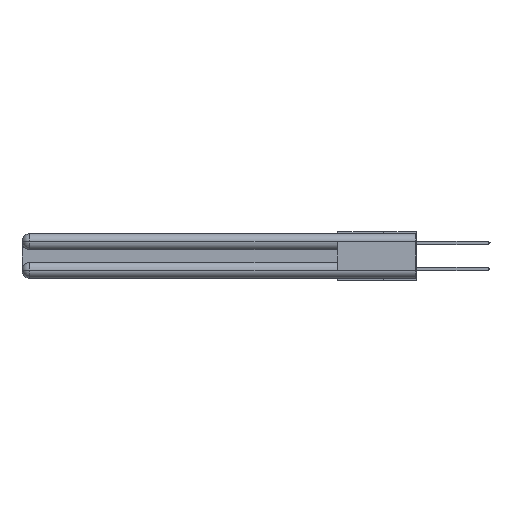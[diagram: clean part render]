
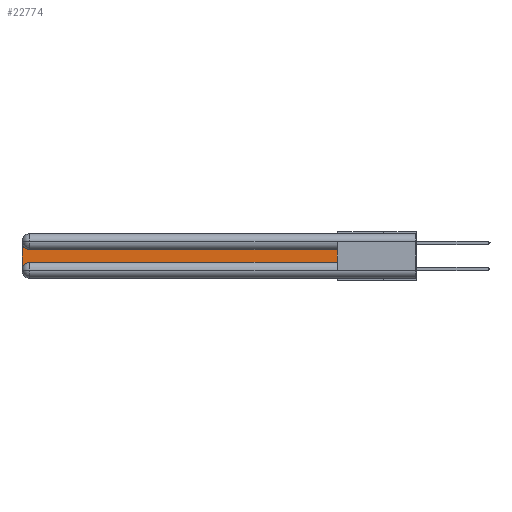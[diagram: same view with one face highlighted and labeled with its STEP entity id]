
A CAD part, left-side view. The second image highlights one B-rep face of the part: STEP entity #22774.
In plain terms, the highlighted planar face has unit normal (-1, 0, 0).
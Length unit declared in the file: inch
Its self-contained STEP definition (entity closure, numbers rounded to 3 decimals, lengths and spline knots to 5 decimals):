
#1033 = CARTESIAN_POINT ( 'NONE',  ( 0.075, 3., -0.1225 ) ) ;
#1630 = EDGE_CURVE ( 'NONE', #8920, #10575, #11962, .T. ) ;
#1666 = EDGE_CURVE ( 'NONE', #19810, #15155, #24694, .T. ) ;
#1797 = CARTESIAN_POINT ( 'NONE',  ( 0.075, 0.6, -0.2175 ) ) ;
#1884 = VECTOR ( 'NONE', #20892, 39.37008 ) ;
#2953 = DIRECTION ( 'NONE',  ( 0., 0., -1. ) ) ;
#2969 = CARTESIAN_POINT ( 'NONE',  ( 0.075, 3., -0.2775 ) ) ;
#3059 = CARTESIAN_POINT ( 'NONE',  ( 0.075, 2.94, -0.0625 ) ) ;
#3547 = VERTEX_POINT ( 'NONE', #16927 ) ;
#3991 = EDGE_LOOP ( 'NONE', ( #29695, #5193, #6002, #4117, #20209, #29348 ) ) ;
#4117 = ORIENTED_EDGE ( 'NONE', *, *, #14447, .T. ) ;
#4827 = VERTEX_POINT ( 'NONE', #8429 ) ;
#5193 = ORIENTED_EDGE ( 'NONE', *, *, #30008, .T. ) ;
#6002 = ORIENTED_EDGE ( 'NONE', *, *, #1630, .T. ) ;
#8347 = CARTESIAN_POINT ( 'NONE',  ( 0.075, 3., -0.2175 ) ) ;
#8429 = CARTESIAN_POINT ( 'NONE',  ( 0.075, 2.94, -0.1225 ) ) ;
#8750 = LINE ( 'NONE', #21741, #24751 ) ;
#8920 = VERTEX_POINT ( 'NONE', #14348 ) ;
#9753 = CIRCLE ( 'NONE', #29586, 0.06 ) ;
#10575 = VERTEX_POINT ( 'NONE', #2969 ) ;
#11962 = LINE ( 'NONE', #8347, #18880 ) ;
#12218 = DIRECTION ( 'NONE',  ( 1., 0., 0. ) ) ;
#12429 = DIRECTION ( 'NONE',  ( 1., 0., 0. ) ) ;
#12441 = DIRECTION ( 'NONE',  ( 0., 0., -1. ) ) ;
#12473 = LINE ( 'NONE', #1797, #1884 ) ;
#14348 = CARTESIAN_POINT ( 'NONE',  ( 0.075, 3., -0.0625 ) ) ;
#14447 = EDGE_CURVE ( 'NONE', #10575, #3547, #9753, .T. ) ;
#15155 = VERTEX_POINT ( 'NONE', #29159 ) ;
#16016 = CIRCLE ( 'NONE', #23596, 0.06 ) ;
#16927 = CARTESIAN_POINT ( 'NONE',  ( 0.075, 2.94, -0.2175 ) ) ;
#17530 = AXIS2_PLACEMENT_3D ( 'NONE', #1033, #12218, #2953 ) ;
#18516 = VECTOR ( 'NONE', #27126, 39.37008 ) ;
#18880 = VECTOR ( 'NONE', #24563, 39.37008 ) ;
#19099 = CARTESIAN_POINT ( 'NONE',  ( 0.075, 0.6, -0.2175 ) ) ;
#19107 = EDGE_CURVE ( 'NONE', #15155, #4827, #8750, .T. ) ;
#19351 = DIRECTION ( 'NONE',  ( 1., 0., 0. ) ) ;
#19810 = VERTEX_POINT ( 'NONE', #19099 ) ;
#20209 = ORIENTED_EDGE ( 'NONE', *, *, #26704, .T. ) ;
#20892 = DIRECTION ( 'NONE',  ( 0., -1., 0. ) ) ;
#21741 = CARTESIAN_POINT ( 'NONE',  ( 0.075, 0.6, -0.1225 ) ) ;
#21858 = PLANE ( 'NONE',  #17530 ) ;
#22774 = ADVANCED_FACE ( 'NONE', ( #22790 ), #21858, .F. ) ;
#22790 = FACE_OUTER_BOUND ( 'NONE', #3991, .T. ) ;
#23596 = AXIS2_PLACEMENT_3D ( 'NONE', #3059, #19351, #12441 ) ;
#24563 = DIRECTION ( 'NONE',  ( 0., 0., -1. ) ) ;
#24663 = CARTESIAN_POINT ( 'NONE',  ( 0.075, 0.6, -0.2175 ) ) ;
#24694 = LINE ( 'NONE', #24663, #18516 ) ;
#24751 = VECTOR ( 'NONE', #28960, 39.37008 ) ;
#26235 = DIRECTION ( 'NONE',  ( 0., 0., -1. ) ) ;
#26446 = CARTESIAN_POINT ( 'NONE',  ( 0.075, 2.94, -0.2775 ) ) ;
#26704 = EDGE_CURVE ( 'NONE', #3547, #19810, #12473, .T. ) ;
#27126 = DIRECTION ( 'NONE',  ( 0., 0., 1. ) ) ;
#28960 = DIRECTION ( 'NONE',  ( 0., 1., 0. ) ) ;
#29159 = CARTESIAN_POINT ( 'NONE',  ( 0.075, 0.6, -0.1225 ) ) ;
#29348 = ORIENTED_EDGE ( 'NONE', *, *, #1666, .T. ) ;
#29586 = AXIS2_PLACEMENT_3D ( 'NONE', #26446, #12429, #26235 ) ;
#29695 = ORIENTED_EDGE ( 'NONE', *, *, #19107, .T. ) ;
#30008 = EDGE_CURVE ( 'NONE', #4827, #8920, #16016, .T. ) ;
